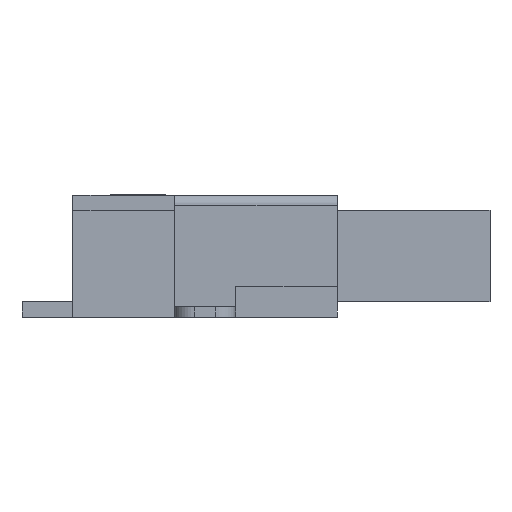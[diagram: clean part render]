
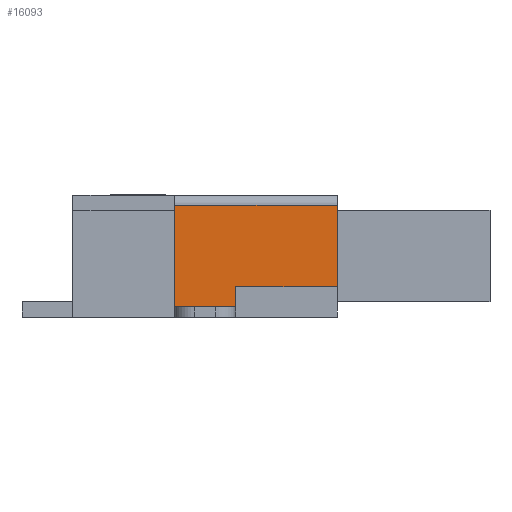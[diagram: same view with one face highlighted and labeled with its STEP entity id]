
A CAD part, left-side view. The second image highlights one B-rep face of the part: STEP entity #16093.
In plain terms, the highlighted planar face has unit normal (-1, 0, 0).
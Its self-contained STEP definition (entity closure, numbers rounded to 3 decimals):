
#895 = VERTEX_POINT ( 'NONE', #10179 ) ;
#1029 = LINE ( 'NONE', #15656, #18696 ) ;
#2569 = CARTESIAN_POINT ( 'NONE',  ( -3.8, -0.3, -0.75 ) ) ;
#2726 = CARTESIAN_POINT ( 'NONE',  ( -3.8, 0.3, 0. ) ) ;
#2746 = LINE ( 'NONE', #9288, #24423 ) ;
#2870 = VERTEX_POINT ( 'NONE', #11588 ) ;
#3034 = FACE_OUTER_BOUND ( 'NONE', #17213, .T. ) ;
#3740 = LINE ( 'NONE', #16915, #17039 ) ;
#4897 = VECTOR ( 'NONE', #12943, 1000. ) ;
#5305 = PLANE ( 'NONE',  #9570 ) ;
#6022 = DIRECTION ( 'NONE',  ( 0., -1., 0. ) ) ;
#6845 = LINE ( 'NONE', #2726, #20625 ) ;
#8655 = EDGE_CURVE ( 'NONE', #26304, #2870, #3740, .T. ) ;
#8676 = ORIENTED_EDGE ( 'NONE', *, *, #26803, .T. ) ;
#8823 = EDGE_CURVE ( 'NONE', #16086, #15034, #6845, .T. ) ;
#9288 = CARTESIAN_POINT ( 'NONE',  ( -3.8, -0.3, 0. ) ) ;
#9570 = AXIS2_PLACEMENT_3D ( 'NONE', #27376, #27237, #27647 ) ;
#10179 = CARTESIAN_POINT ( 'NONE',  ( -3.8, -0.3, -1.05 ) ) ;
#11588 = CARTESIAN_POINT ( 'NONE',  ( -3.8, -1.3, -0.75 ) ) ;
#11692 = DIRECTION ( 'NONE',  ( 0., 1., 0. ) ) ;
#12744 = CARTESIAN_POINT ( 'NONE',  ( -3.8, -1.3, 0.05 ) ) ;
#12943 = DIRECTION ( 'NONE',  ( 0., -1., 0. ) ) ;
#14468 = ORIENTED_EDGE ( 'NONE', *, *, #23348, .T. ) ;
#15034 = VERTEX_POINT ( 'NONE', #22732 ) ;
#15656 = CARTESIAN_POINT ( 'NONE',  ( -3.8, 0., 0.05 ) ) ;
#15931 = DIRECTION ( 'NONE',  ( 0., 0., 1. ) ) ;
#15997 = EDGE_CURVE ( 'NONE', #895, #26304, #2746, .T. ) ;
#16078 = CARTESIAN_POINT ( 'NONE',  ( -3.8, -1.3, 0. ) ) ;
#16086 = VERTEX_POINT ( 'NONE', #24377 ) ;
#16093 = ADVANCED_FACE ( 'NONE', ( #3034 ), #5305, .T. ) ;
#16915 = CARTESIAN_POINT ( 'NONE',  ( -3.8, 0., -0.75 ) ) ;
#17039 = VECTOR ( 'NONE', #6022, 1000. ) ;
#17213 = EDGE_LOOP ( 'NONE', ( #14468, #8676, #21743, #17429, #19069, #19493 ) ) ;
#17429 = ORIENTED_EDGE ( 'NONE', *, *, #19337, .T. ) ;
#18696 = VECTOR ( 'NONE', #11692, 1000. ) ;
#18850 = CARTESIAN_POINT ( 'NONE',  ( -3.8, 0., -1.05 ) ) ;
#19069 = ORIENTED_EDGE ( 'NONE', *, *, #15997, .T. ) ;
#19337 = EDGE_CURVE ( 'NONE', #15034, #895, #25374, .T. ) ;
#19493 = ORIENTED_EDGE ( 'NONE', *, *, #8655, .T. ) ;
#20625 = VECTOR ( 'NONE', #22102, 1000. ) ;
#21743 = ORIENTED_EDGE ( 'NONE', *, *, #8823, .T. ) ;
#22102 = DIRECTION ( 'NONE',  ( 0., 0., -1. ) ) ;
#22261 = DIRECTION ( 'NONE',  ( 0., 0., 1. ) ) ;
#22559 = LINE ( 'NONE', #16078, #24415 ) ;
#22732 = CARTESIAN_POINT ( 'NONE',  ( -3.8, 0.3, -1.05 ) ) ;
#23054 = VERTEX_POINT ( 'NONE', #12744 ) ;
#23348 = EDGE_CURVE ( 'NONE', #2870, #23054, #22559, .T. ) ;
#24377 = CARTESIAN_POINT ( 'NONE',  ( -3.8, 0.3, 0.05 ) ) ;
#24415 = VECTOR ( 'NONE', #15931, 1000. ) ;
#24423 = VECTOR ( 'NONE', #22261, 1000. ) ;
#25374 = LINE ( 'NONE', #18850, #4897 ) ;
#26304 = VERTEX_POINT ( 'NONE', #2569 ) ;
#26803 = EDGE_CURVE ( 'NONE', #23054, #16086, #1029, .T. ) ;
#27237 = DIRECTION ( 'NONE',  ( -1., 0., 0. ) ) ;
#27376 = CARTESIAN_POINT ( 'NONE',  ( -3.8, 0., 0. ) ) ;
#27647 = DIRECTION ( 'NONE',  ( 0., 0., 1. ) ) ;
